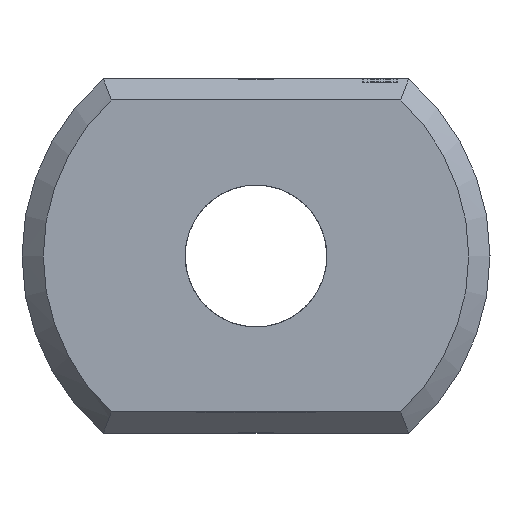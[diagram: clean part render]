
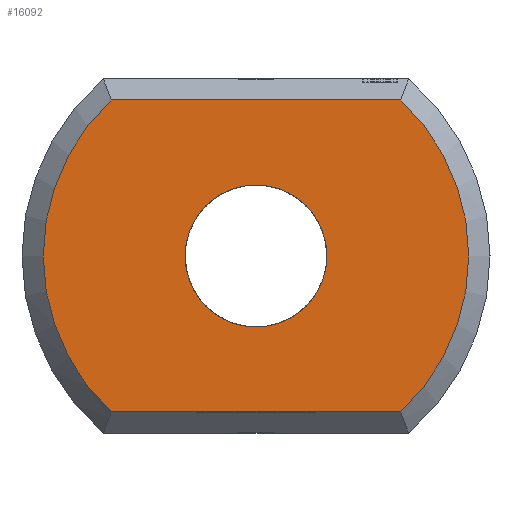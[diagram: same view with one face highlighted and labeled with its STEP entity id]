
A CAD part, left-side view. The second image highlights one B-rep face of the part: STEP entity #16092.
In plain terms, the highlighted planar face has unit normal (-1, 0, 0).
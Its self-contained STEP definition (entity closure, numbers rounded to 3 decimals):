
#3970 = VERTEX_POINT('',#3971);
#3971 = CARTESIAN_POINT('',(0.,-2.04,2.2));
#3980 = VERTEX_POINT('',#3981);
#3981 = CARTESIAN_POINT('',(0.,-2.04,-2.2));
#3988 = EDGE_CURVE('',#3970,#3980,#3989,.T.);
#3989 = CIRCLE('',#3990,3.);
#3990 = AXIS2_PLACEMENT_3D('',#3991,#3992,#3993);
#3991 = CARTESIAN_POINT('',(0.,0.,0.));
#3992 = DIRECTION('',(1.,0.,0.));
#3993 = DIRECTION('',(0.,-0.653,0.758)
  );
#5002 = VERTEX_POINT('',#5003);
#5003 = CARTESIAN_POINT('',(0.,2.04,2.2));
#5010 = EDGE_CURVE('',#3970,#5002,#5011,.T.);
#5011 = LINE('',#5012,#5013);
#5012 = CARTESIAN_POINT('',(0.,-2.154,2.2));
#5013 = VECTOR('',#5014,1.);
#5014 = DIRECTION('',(0.,1.,0.));
#16092 = ADVANCED_FACE('',(#16093,#16112),#16123,.F.);
#16093 = FACE_BOUND('',#16094,.F.);
#16094 = EDGE_LOOP('',(#16095,#16104,#16105,#16106));
#16095 = ORIENTED_EDGE('',*,*,#16096,.T.);
#16096 = EDGE_CURVE('',#16097,#5002,#16099,.T.);
#16097 = VERTEX_POINT('',#16098);
#16098 = CARTESIAN_POINT('',(0.,2.04,-2.2));
#16099 = CIRCLE('',#16100,3.);
#16100 = AXIS2_PLACEMENT_3D('',#16101,#16102,#16103);
#16101 = CARTESIAN_POINT('',(0.,0.,0.));
#16102 = DIRECTION('',(1.,0.,0.));
#16103 = DIRECTION('',(0.,0.653,-0.758)
  );
#16104 = ORIENTED_EDGE('',*,*,#5010,.F.);
#16105 = ORIENTED_EDGE('',*,*,#3988,.T.);
#16106 = ORIENTED_EDGE('',*,*,#16107,.T.);
#16107 = EDGE_CURVE('',#3980,#16097,#16108,.T.);
#16108 = LINE('',#16109,#16110);
#16109 = CARTESIAN_POINT('',(0.,-2.154,-2.2));
#16110 = VECTOR('',#16111,1.);
#16111 = DIRECTION('',(0.,1.,0.));
#16112 = FACE_BOUND('',#16113,.T.);
#16113 = EDGE_LOOP('',(#16114));
#16114 = ORIENTED_EDGE('',*,*,#16115,.T.);
#16115 = EDGE_CURVE('',#16116,#16116,#16118,.T.);
#16116 = VERTEX_POINT('',#16117);
#16117 = CARTESIAN_POINT('',(0.,1.,0.)
  );
#16118 = CIRCLE('',#16119,1.);
#16119 = AXIS2_PLACEMENT_3D('',#16120,#16121,#16122);
#16120 = CARTESIAN_POINT('',(0.,0.,0.));
#16121 = DIRECTION('',(1.,0.,0.));
#16122 = DIRECTION('',(0.,1.,0.));
#16123 = PLANE('',#16124);
#16124 = AXIS2_PLACEMENT_3D('',#16125,#16126,#16127);
#16125 = CARTESIAN_POINT('',(0.,0.,0.));
#16126 = DIRECTION('',(1.,0.,0.));
#16127 = DIRECTION('',(0.,0.,1.));
